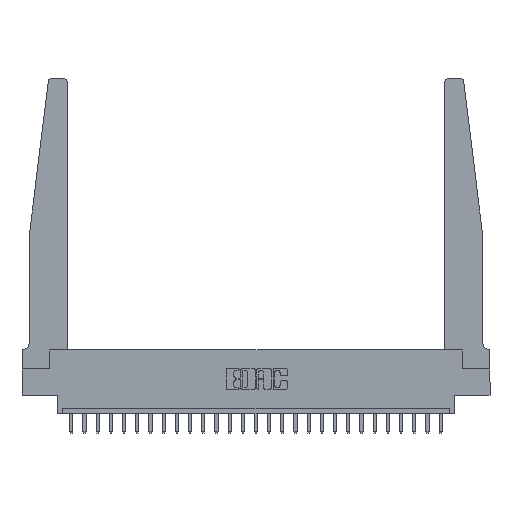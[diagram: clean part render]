
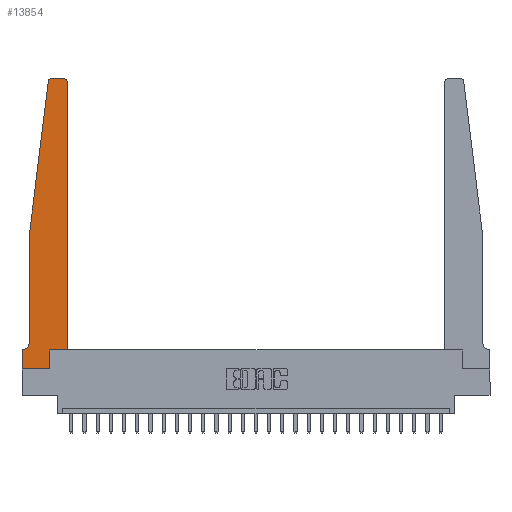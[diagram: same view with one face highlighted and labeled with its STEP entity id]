
A CAD part, top view. The second image highlights one B-rep face of the part: STEP entity #13854.
In plain terms, the highlighted planar face has unit normal (0, 0, 1).
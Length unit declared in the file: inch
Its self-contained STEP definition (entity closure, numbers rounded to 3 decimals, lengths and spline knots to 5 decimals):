
#69 = PLANE ( 'NONE',  #22729 ) ;
#378 = EDGE_CURVE ( 'NONE', #4113, #14349, #6111, .T. ) ;
#608 = VERTEX_POINT ( 'NONE', #20406 ) ;
#1462 = ORIENTED_EDGE ( 'NONE', *, *, #16601, .T. ) ;
#1660 = CARTESIAN_POINT ( 'NONE',  ( 0., 0.1875, 0.37 ) ) ;
#1892 = VERTEX_POINT ( 'NONE', #1660 ) ;
#1936 = CARTESIAN_POINT ( 'NONE',  ( 0.24675, 2.72367, 0.37 ) ) ;
#2100 = VECTOR ( 'NONE', #14775, 39.37008 ) ;
#2212 = FACE_OUTER_BOUND ( 'NONE', #19569, .T. ) ;
#2428 = CARTESIAN_POINT ( 'NONE',  ( 0.2605, 0., 0.37 ) ) ;
#2987 = DIRECTION ( 'NONE',  ( -0.122, -0.992, 0. ) ) ;
#3072 = VECTOR ( 'NONE', #18468, 39.37008 ) ;
#3267 = DIRECTION ( 'NONE',  ( 1., 0., 0. ) ) ;
#3648 = EDGE_CURVE ( 'NONE', #11353, #4113, #20170, .T. ) ;
#3666 = AXIS2_PLACEMENT_3D ( 'NONE', #7551, #11764, #17626 ) ;
#3711 = LINE ( 'NONE', #7306, #21723 ) ;
#3962 = DIRECTION ( 'NONE',  ( 1., 0., 0. ) ) ;
#4113 = VERTEX_POINT ( 'NONE', #20647 ) ;
#4736 = EDGE_CURVE ( 'NONE', #1892, #19197, #9765, .T. ) ;
#4889 = CARTESIAN_POINT ( 'NONE',  ( 0.065, 1.25, 0.37 ) ) ;
#5075 = EDGE_CURVE ( 'NONE', #14646, #11353, #16399, .T. ) ;
#5629 = DIRECTION ( 'NONE',  ( 0., 0., 1. ) ) ;
#5640 = ORIENTED_EDGE ( 'NONE', *, *, #4736, .T. ) ;
#5721 = CARTESIAN_POINT ( 'NONE',  ( 0.065, 0.2375, 0.37 ) ) ;
#5916 = CARTESIAN_POINT ( 'NONE',  ( 0.065, 0.1875, 0.37 ) ) ;
#6111 = CIRCLE ( 'NONE', #3666, 0.03 ) ;
#6582 = ORIENTED_EDGE ( 'NONE', *, *, #15876, .T. ) ;
#6674 = EDGE_CURVE ( 'NONE', #9858, #17942, #3711, .T. ) ;
#7306 = CARTESIAN_POINT ( 'NONE',  ( 0.065, 1.25, 0.37 ) ) ;
#7551 = CARTESIAN_POINT ( 'NONE',  ( 0.27653, 2.72, 0.37 ) ) ;
#7592 = VECTOR ( 'NONE', #3267, 39.37008 ) ;
#7999 = DIRECTION ( 'NONE',  ( 0., 1., 0. ) ) ;
#8123 = CARTESIAN_POINT ( 'NONE',  ( 0.425, 0.18, 0.37 ) ) ;
#8191 = DIRECTION ( 'NONE',  ( -1., 0., 0. ) ) ;
#8545 = VERTEX_POINT ( 'NONE', #20747 ) ;
#9016 = CARTESIAN_POINT ( 'NONE',  ( 0.425, 0.18, 0.37 ) ) ;
#9446 = ORIENTED_EDGE ( 'NONE', *, *, #6674, .T. ) ;
#9678 = VECTOR ( 'NONE', #9996, 39.37008 ) ;
#9765 = LINE ( 'NONE', #11313, #17224 ) ;
#9772 = EDGE_CURVE ( 'NONE', #19197, #16494, #24471, .T. ) ;
#9858 = VERTEX_POINT ( 'NONE', #17066 ) ;
#9868 = LINE ( 'NONE', #5916, #9678 ) ;
#9996 = DIRECTION ( 'NONE',  ( -1., 0., 0. ) ) ;
#10479 = CIRCLE ( 'NONE', #15756, 0.05 ) ;
#11313 = CARTESIAN_POINT ( 'NONE',  ( 0., 0., 0.37 ) ) ;
#11353 = VERTEX_POINT ( 'NONE', #18963 ) ;
#11764 = DIRECTION ( 'NONE',  ( 0., 0., 1. ) ) ;
#11887 = VECTOR ( 'NONE', #8191, 39.37008 ) ;
#12062 = EDGE_CURVE ( 'NONE', #8545, #608, #20744, .T. ) ;
#12502 = CARTESIAN_POINT ( 'NONE',  ( 0.015, 0.2375, 0.37 ) ) ;
#12582 = ORIENTED_EDGE ( 'NONE', *, *, #13329, .T. ) ;
#12830 = ORIENTED_EDGE ( 'NONE', *, *, #13917, .T. ) ;
#12878 = LINE ( 'NONE', #16960, #2100 ) ;
#13329 = EDGE_CURVE ( 'NONE', #17942, #22522, #10479, .T. ) ;
#13854 = ADVANCED_FACE ( 'NONE', ( #2212 ), #69, .T. ) ;
#13917 = EDGE_CURVE ( 'NONE', #22522, #1892, #9868, .T. ) ;
#14349 = VERTEX_POINT ( 'NONE', #1936 ) ;
#14528 = DIRECTION ( 'NONE',  ( -1., 0., 0. ) ) ;
#14646 = VERTEX_POINT ( 'NONE', #20659 ) ;
#14775 = DIRECTION ( 'NONE',  ( 0., 1., 0. ) ) ;
#15062 = DIRECTION ( 'NONE',  ( 0., -1., 0. ) ) ;
#15366 = ORIENTED_EDGE ( 'NONE', *, *, #23522, .T. ) ;
#15466 = DIRECTION ( 'NONE',  ( 0., 0., 1. ) ) ;
#15573 = ORIENTED_EDGE ( 'NONE', *, *, #5075, .T. ) ;
#15691 = CARTESIAN_POINT ( 'NONE',  ( 0.395, 2.72, 0.37 ) ) ;
#15756 = AXIS2_PLACEMENT_3D ( 'NONE', #12502, #20279, #14528 ) ;
#15876 = EDGE_CURVE ( 'NONE', #14349, #9858, #22386, .T. ) ;
#16399 = CIRCLE ( 'NONE', #18040, 0.03 ) ;
#16494 = VERTEX_POINT ( 'NONE', #2428 ) ;
#16601 = EDGE_CURVE ( 'NONE', #16494, #8545, #12878, .T. ) ;
#16960 = CARTESIAN_POINT ( 'NONE',  ( 0.2605, 0.18, 0.37 ) ) ;
#17066 = CARTESIAN_POINT ( 'NONE',  ( 0.065, 1.25, 0.37 ) ) ;
#17224 = VECTOR ( 'NONE', #19468, 39.37008 ) ;
#17402 = DIRECTION ( 'NONE',  ( 1., 0., 0. ) ) ;
#17529 = CARTESIAN_POINT ( 'NONE',  ( 0., 0.1875, 0.37 ) ) ;
#17626 = DIRECTION ( 'NONE',  ( 1., 0., 0. ) ) ;
#17933 = LINE ( 'NONE', #8123, #18915 ) ;
#17942 = VERTEX_POINT ( 'NONE', #5721 ) ;
#18040 = AXIS2_PLACEMENT_3D ( 'NONE', #15691, #5629, #3962 ) ;
#18390 = CARTESIAN_POINT ( 'NONE',  ( 0.25, 2.75, 0.37 ) ) ;
#18468 = DIRECTION ( 'NONE',  ( 1., 0., 0. ) ) ;
#18596 = CARTESIAN_POINT ( 'NONE',  ( 0., 0., 0.37 ) ) ;
#18915 = VECTOR ( 'NONE', #7999, 39.37008 ) ;
#18963 = CARTESIAN_POINT ( 'NONE',  ( 0.395, 2.75, 0.37 ) ) ;
#19197 = VERTEX_POINT ( 'NONE', #20141 ) ;
#19468 = DIRECTION ( 'NONE',  ( 0., -1., 0. ) ) ;
#19569 = EDGE_LOOP ( 'NONE', ( #22001, #24301, #6582, #9446, #12582, #12830, #5640, #20321, #1462, #19579, #15366, #15573 ) ) ;
#19579 = ORIENTED_EDGE ( 'NONE', *, *, #12062, .T. ) ;
#20141 = CARTESIAN_POINT ( 'NONE',  ( 0., 0., 0.37 ) ) ;
#20170 = LINE ( 'NONE', #18390, #11887 ) ;
#20279 = DIRECTION ( 'NONE',  ( 0., 0., -1. ) ) ;
#20321 = ORIENTED_EDGE ( 'NONE', *, *, #9772, .T. ) ;
#20406 = CARTESIAN_POINT ( 'NONE',  ( 0.425, 0.18, 0.37 ) ) ;
#20647 = CARTESIAN_POINT ( 'NONE',  ( 0.27653, 2.75, 0.37 ) ) ;
#20659 = CARTESIAN_POINT ( 'NONE',  ( 0.425, 2.72, 0.37 ) ) ;
#20744 = LINE ( 'NONE', #9016, #7592 ) ;
#20747 = CARTESIAN_POINT ( 'NONE',  ( 0.2605, 0.18, 0.37 ) ) ;
#21035 = CARTESIAN_POINT ( 'NONE',  ( 0.015, 0.1875, 0.37 ) ) ;
#21723 = VECTOR ( 'NONE', #15062, 39.37008 ) ;
#22001 = ORIENTED_EDGE ( 'NONE', *, *, #3648, .T. ) ;
#22386 = LINE ( 'NONE', #4889, #24057 ) ;
#22522 = VERTEX_POINT ( 'NONE', #21035 ) ;
#22729 = AXIS2_PLACEMENT_3D ( 'NONE', #17529, #15466, #17402 ) ;
#23522 = EDGE_CURVE ( 'NONE', #608, #14646, #17933, .T. ) ;
#24057 = VECTOR ( 'NONE', #2987, 39.37008 ) ;
#24301 = ORIENTED_EDGE ( 'NONE', *, *, #378, .T. ) ;
#24471 = LINE ( 'NONE', #18596, #3072 ) ;
